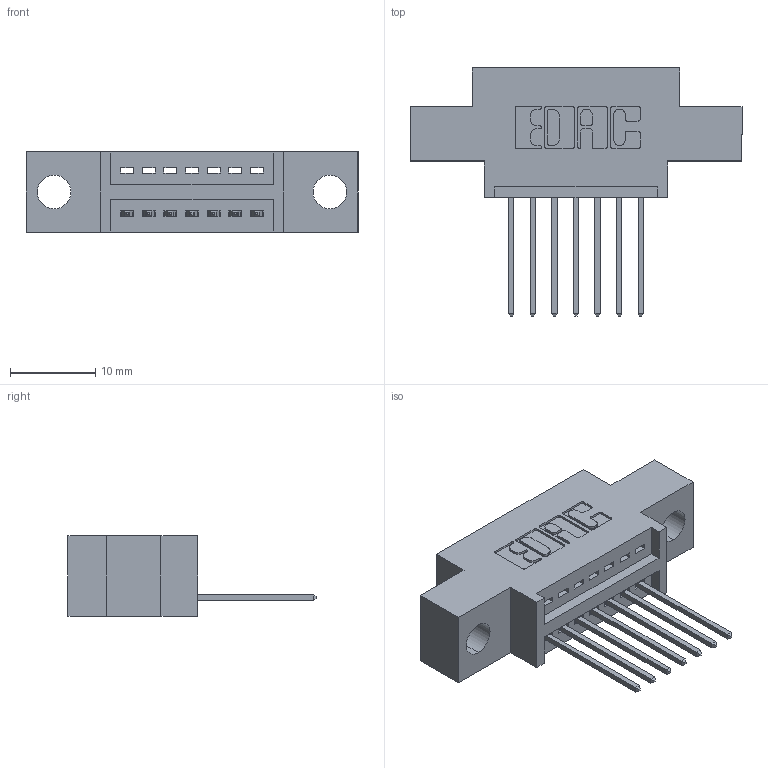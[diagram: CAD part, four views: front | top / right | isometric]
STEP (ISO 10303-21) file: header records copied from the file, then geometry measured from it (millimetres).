
FILE_DESCRIPTION (( 'STEP AP203' ), '1' );
FILE_NAME ('345-007-540-604.STEP', '2021-05-26T14:01:38', ( '' ), ( '' ), 'SwSTEP 2.0', 'SolidWorks 2020', '' );
FILE_SCHEMA (( 'CONFIG_CONTROL_DESIGN' ));
Length unit declared in the file: inch
Products named in the file (3): 345 Part_0.170 Offset - 0.156 Dia-TI; 345-007-540-604; 345-292-001_345-293-140
Assembly tree (8 placements, depth 2):
  345-007-540-604
    345 Part_0.170 Offset - 0.156 Dia-TI
    345-292-001_345-293-140  x7
Bounding box: 38.99 x 29.13 x 9.4 mm (x, y, z)
Volume: 3206.7 mm3; surface area: 3822.9 mm2
Topology: 8 solids, 8 shells, 550 faces, 1621 edges, 1070 vertices
Faces by surface type: plane 378, cylinder 172
Entity records: 10549 total; most frequent: CARTESIAN_POINT 1839, ORIENTED_EDGE 1778, DIRECTION 1655, EDGE_CURVE 889, VECTOR 729, LINE 729, VERTEX_POINT 590, AXIS2_PLACEMENT_3D 463
